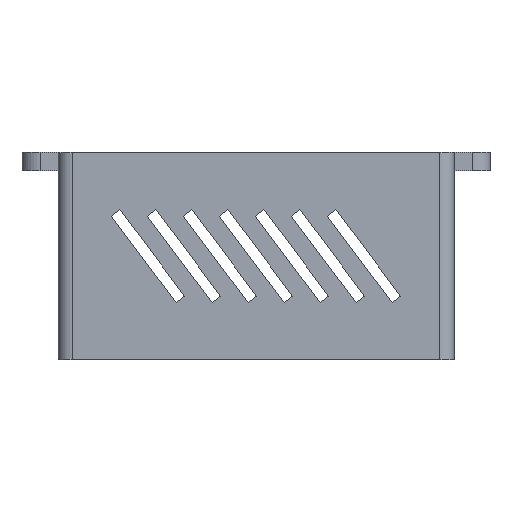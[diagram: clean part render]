
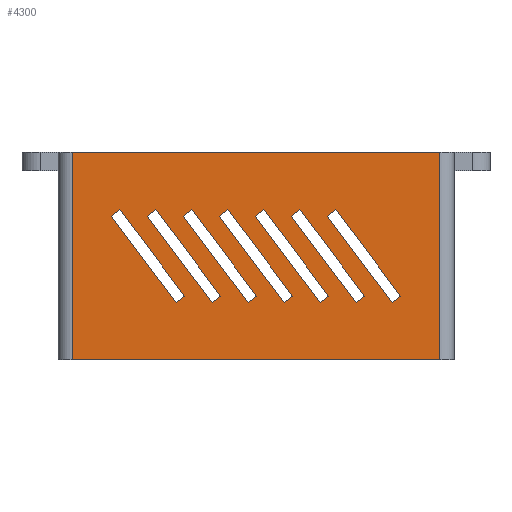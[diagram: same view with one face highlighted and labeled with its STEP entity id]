
A CAD part, left-side view. The second image highlights one B-rep face of the part: STEP entity #4300.
In plain terms, the highlighted planar face has unit normal (-1, 0, 0).
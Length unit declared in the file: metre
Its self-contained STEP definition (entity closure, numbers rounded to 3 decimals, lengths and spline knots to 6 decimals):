
#305=ORIENTED_EDGE('',*,*,#1599,.F.);
#306=ORIENTED_EDGE('',*,*,#1600,.F.);
#307=ORIENTED_EDGE('',*,*,#1601,.F.);
#308=ORIENTED_EDGE('',*,*,#1602,.F.);
#309=ORIENTED_EDGE('',*,*,#1603,.F.);
#310=ORIENTED_EDGE('',*,*,#1604,.F.);
#311=ORIENTED_EDGE('',*,*,#1605,.F.);
#312=ORIENTED_EDGE('',*,*,#1606,.F.);
#313=ORIENTED_EDGE('',*,*,#1607,.F.);
#314=ORIENTED_EDGE('',*,*,#1608,.F.);
#315=ORIENTED_EDGE('',*,*,#1609,.F.);
#316=ORIENTED_EDGE('',*,*,#1610,.F.);
#317=ORIENTED_EDGE('',*,*,#1611,.T.);
#318=ORIENTED_EDGE('',*,*,#1612,.T.);
#319=ORIENTED_EDGE('',*,*,#1613,.F.);
#320=ORIENTED_EDGE('',*,*,#1614,.T.);
#321=ORIENTED_EDGE('',*,*,#1615,.F.);
#322=ORIENTED_EDGE('',*,*,#1616,.F.);
#323=ORIENTED_EDGE('',*,*,#1617,.F.);
#324=ORIENTED_EDGE('',*,*,#1618,.F.);
#325=ORIENTED_EDGE('',*,*,#1619,.F.);
#326=ORIENTED_EDGE('',*,*,#1620,.F.);
#327=ORIENTED_EDGE('',*,*,#1621,.F.);
#328=ORIENTED_EDGE('',*,*,#1622,.F.);
#329=ORIENTED_EDGE('',*,*,#1623,.F.);
#330=ORIENTED_EDGE('',*,*,#1624,.F.);
#331=ORIENTED_EDGE('',*,*,#1625,.F.);
#332=ORIENTED_EDGE('',*,*,#1626,.F.);
#333=ORIENTED_EDGE('',*,*,#1627,.F.);
#334=ORIENTED_EDGE('',*,*,#1628,.F.);
#335=ORIENTED_EDGE('',*,*,#1629,.F.);
#336=ORIENTED_EDGE('',*,*,#1630,.F.);
#1599=EDGE_CURVE('',#2246,#2247,#2680,.T.);
#1600=EDGE_CURVE('',#2248,#2246,#2681,.T.);
#1601=EDGE_CURVE('',#2249,#2248,#2682,.T.);
#1602=EDGE_CURVE('',#2247,#2249,#2683,.T.);
#1603=EDGE_CURVE('',#2250,#2251,#2684,.T.);
#1604=EDGE_CURVE('',#2252,#2250,#2685,.T.);
#1605=EDGE_CURVE('',#2253,#2252,#2686,.T.);
#1606=EDGE_CURVE('',#2251,#2253,#2687,.T.);
#1607=EDGE_CURVE('',#2254,#2255,#2688,.T.);
#1608=EDGE_CURVE('',#2256,#2254,#2689,.T.);
#1609=EDGE_CURVE('',#2257,#2256,#2690,.T.);
#1610=EDGE_CURVE('',#2255,#2257,#2691,.T.);
#1611=EDGE_CURVE('',#2258,#2259,#2692,.T.);
#1612=EDGE_CURVE('',#2259,#2260,#2693,.F.);
#1613=EDGE_CURVE('',#2261,#2260,#2694,.T.);
#1614=EDGE_CURVE('',#2261,#2258,#2695,.T.);
#1615=EDGE_CURVE('',#2262,#2263,#2696,.T.);
#1616=EDGE_CURVE('',#2264,#2262,#2697,.T.);
#1617=EDGE_CURVE('',#2265,#2264,#2698,.T.);
#1618=EDGE_CURVE('',#2263,#2265,#2699,.T.);
#1619=EDGE_CURVE('',#2266,#2267,#2700,.T.);
#1620=EDGE_CURVE('',#2268,#2266,#2701,.T.);
#1621=EDGE_CURVE('',#2269,#2268,#2702,.T.);
#1622=EDGE_CURVE('',#2267,#2269,#2703,.T.);
#1623=EDGE_CURVE('',#2270,#2271,#2704,.T.);
#1624=EDGE_CURVE('',#2272,#2270,#2705,.T.);
#1625=EDGE_CURVE('',#2273,#2272,#2706,.T.);
#1626=EDGE_CURVE('',#2271,#2273,#2707,.T.);
#1627=EDGE_CURVE('',#2274,#2275,#2708,.T.);
#1628=EDGE_CURVE('',#2276,#2274,#2709,.T.);
#1629=EDGE_CURVE('',#2277,#2276,#2710,.T.);
#1630=EDGE_CURVE('',#2275,#2277,#2711,.T.);
#2246=VERTEX_POINT('',#5558);
#2247=VERTEX_POINT('',#5559);
#2248=VERTEX_POINT('',#5561);
#2249=VERTEX_POINT('',#5563);
#2250=VERTEX_POINT('',#5566);
#2251=VERTEX_POINT('',#5567);
#2252=VERTEX_POINT('',#5569);
#2253=VERTEX_POINT('',#5571);
#2254=VERTEX_POINT('',#5574);
#2255=VERTEX_POINT('',#5575);
#2256=VERTEX_POINT('',#5577);
#2257=VERTEX_POINT('',#5579);
#2258=VERTEX_POINT('',#5582);
#2259=VERTEX_POINT('',#5583);
#2260=VERTEX_POINT('',#5585);
#2261=VERTEX_POINT('',#5587);
#2262=VERTEX_POINT('',#5590);
#2263=VERTEX_POINT('',#5591);
#2264=VERTEX_POINT('',#5593);
#2265=VERTEX_POINT('',#5595);
#2266=VERTEX_POINT('',#5598);
#2267=VERTEX_POINT('',#5599);
#2268=VERTEX_POINT('',#5601);
#2269=VERTEX_POINT('',#5603);
#2270=VERTEX_POINT('',#5606);
#2271=VERTEX_POINT('',#5607);
#2272=VERTEX_POINT('',#5609);
#2273=VERTEX_POINT('',#5611);
#2274=VERTEX_POINT('',#5614);
#2275=VERTEX_POINT('',#5615);
#2276=VERTEX_POINT('',#5617);
#2277=VERTEX_POINT('',#5619);
#2680=LINE('',#5557,#3137);
#2681=LINE('',#5560,#3138);
#2682=LINE('',#5562,#3139);
#2683=LINE('',#5564,#3140);
#2684=LINE('',#5565,#3141);
#2685=LINE('',#5568,#3142);
#2686=LINE('',#5570,#3143);
#2687=LINE('',#5572,#3144);
#2688=LINE('',#5573,#3145);
#2689=LINE('',#5576,#3146);
#2690=LINE('',#5578,#3147);
#2691=LINE('',#5580,#3148);
#2692=LINE('',#5581,#3149);
#2693=LINE('',#5584,#3150);
#2694=LINE('',#5586,#3151);
#2695=LINE('',#5588,#3152);
#2696=LINE('',#5589,#3153);
#2697=LINE('',#5592,#3154);
#2698=LINE('',#5594,#3155);
#2699=LINE('',#5596,#3156);
#2700=LINE('',#5597,#3157);
#2701=LINE('',#5600,#3158);
#2702=LINE('',#5602,#3159);
#2703=LINE('',#5604,#3160);
#2704=LINE('',#5605,#3161);
#2705=LINE('',#5608,#3162);
#2706=LINE('',#5610,#3163);
#2707=LINE('',#5612,#3164);
#2708=LINE('',#5613,#3165);
#2709=LINE('',#5616,#3166);
#2710=LINE('',#5618,#3167);
#2711=LINE('',#5620,#3168);
#3137=VECTOR('',#4732,1.);
#3138=VECTOR('',#4733,1.);
#3139=VECTOR('',#4734,1.);
#3140=VECTOR('',#4735,1.);
#3141=VECTOR('',#4736,1.);
#3142=VECTOR('',#4737,1.);
#3143=VECTOR('',#4738,1.);
#3144=VECTOR('',#4739,1.);
#3145=VECTOR('',#4740,1.);
#3146=VECTOR('',#4741,1.);
#3147=VECTOR('',#4742,1.);
#3148=VECTOR('',#4743,1.);
#3149=VECTOR('',#4744,1.);
#3150=VECTOR('',#4745,1.);
#3151=VECTOR('',#4746,1.);
#3152=VECTOR('',#4747,1.);
#3153=VECTOR('',#4748,1.);
#3154=VECTOR('',#4749,1.);
#3155=VECTOR('',#4750,1.);
#3156=VECTOR('',#4751,1.);
#3157=VECTOR('',#4752,1.);
#3158=VECTOR('',#4753,1.);
#3159=VECTOR('',#4754,1.);
#3160=VECTOR('',#4755,1.);
#3161=VECTOR('',#4756,1.);
#3162=VECTOR('',#4757,1.);
#3163=VECTOR('',#4758,1.);
#3164=VECTOR('',#4759,1.);
#3165=VECTOR('',#4760,1.);
#3166=VECTOR('',#4761,1.);
#3167=VECTOR('',#4762,1.);
#3168=VECTOR('',#4763,1.);
#3594=EDGE_LOOP('',(#305,#306,#307,#308));
#3595=EDGE_LOOP('',(#309,#310,#311,#312));
#3596=EDGE_LOOP('',(#313,#314,#315,#316));
#3597=EDGE_LOOP('',(#317,#318,#319,#320));
#3598=EDGE_LOOP('',(#321,#322,#323,#324));
#3599=EDGE_LOOP('',(#325,#326,#327,#328));
#3600=EDGE_LOOP('',(#329,#330,#331,#332));
#3601=EDGE_LOOP('',(#333,#334,#335,#336));
#3879=FACE_BOUND('',#3594,.T.);
#3880=FACE_BOUND('',#3595,.T.);
#3881=FACE_BOUND('',#3596,.T.);
#3882=FACE_BOUND('',#3597,.T.);
#3883=FACE_BOUND('',#3598,.T.);
#3884=FACE_BOUND('',#3599,.T.);
#3885=FACE_BOUND('',#3600,.T.);
#3886=FACE_BOUND('',#3601,.T.);
#4164=PLANE('',#4544);
#4300=ADVANCED_FACE('',(#3879,#3880,#3881,#3882,#3883,#3884,#3885,#3886),
#4164,.F.);
#4544=AXIS2_PLACEMENT_3D('',#5556,#4730,#4731);
#4730=DIRECTION('',(1.,0.,0.));
#4731=DIRECTION('',(0.,0.,-1.));
#4732=DIRECTION('',(0.,-0.6,-0.8));
#4733=DIRECTION('',(0.,0.8,-0.6));
#4734=DIRECTION('',(0.,0.6,0.8));
#4735=DIRECTION('',(0.,-0.8,0.6));
#4736=DIRECTION('',(0.,-0.6,-0.8));
#4737=DIRECTION('',(0.,0.8,-0.6));
#4738=DIRECTION('',(0.,0.6,0.8));
#4739=DIRECTION('',(0.,-0.8,0.6));
#4740=DIRECTION('',(0.,-0.6,-0.8));
#4741=DIRECTION('',(0.,0.8,-0.6));
#4742=DIRECTION('',(0.,0.6,0.8));
#4743=DIRECTION('',(0.,-0.8,0.6));
#4744=DIRECTION('',(0.,1.,0.));
#4745=DIRECTION('',(0.,0.,1.));
#4746=DIRECTION('',(0.,1.,0.));
#4747=DIRECTION('',(0.,0.,1.));
#4748=DIRECTION('',(0.,0.6,0.8));
#4749=DIRECTION('',(0.,-0.8,0.6));
#4750=DIRECTION('',(0.,-0.6,-0.8));
#4751=DIRECTION('',(0.,0.8,-0.6));
#4752=DIRECTION('',(0.,-0.6,-0.8));
#4753=DIRECTION('',(0.,0.8,-0.6));
#4754=DIRECTION('',(0.,0.6,0.8));
#4755=DIRECTION('',(0.,-0.8,0.6));
#4756=DIRECTION('',(0.,-0.6,-0.8));
#4757=DIRECTION('',(0.,0.8,-0.6));
#4758=DIRECTION('',(0.,0.6,0.8));
#4759=DIRECTION('',(0.,-0.8,0.6));
#4760=DIRECTION('',(0.,-0.6,-0.8));
#4761=DIRECTION('',(0.,0.8,-0.6));
#4762=DIRECTION('',(0.,0.6,0.8));
#4763=DIRECTION('',(0.,-0.8,0.6));
#5556=CARTESIAN_POINT('',(-0.06,0.,-0.0775));
#5557=CARTESIAN_POINT('',(-0.06,-0.006176,-0.072868));
#5558=CARTESIAN_POINT('',(-0.06,0.0202,-0.0377));
#5559=CARTESIAN_POINT('',(-0.06,0.0022,-0.0617));
#5560=CARTESIAN_POINT('',(-0.06,0.026376,-0.042332));
#5561=CARTESIAN_POINT('',(-0.06,0.0178,-0.0359));
#5562=CARTESIAN_POINT('',(-0.06,-0.008576,-0.071068));
#5563=CARTESIAN_POINT('',(-0.06,-0.0002,-0.0599));
#5564=CARTESIAN_POINT('',(-0.06,0.008376,-0.066332));
#5565=CARTESIAN_POINT('',(-0.06,-0.018976,-0.063268));
#5566=CARTESIAN_POINT('',(-0.06,0.0002,-0.0377));
#5567=CARTESIAN_POINT('',(-0.06,-0.0178,-0.0617));
#5568=CARTESIAN_POINT('',(-0.06,0.019176,-0.051932));
#5569=CARTESIAN_POINT('',(-0.06,-0.0022,-0.0359));
#5570=CARTESIAN_POINT('',(-0.06,-0.021376,-0.061468));
#5571=CARTESIAN_POINT('',(-0.06,-0.0202,-0.0599));
#5572=CARTESIAN_POINT('',(-0.06,0.001176,-0.075932));
#5573=CARTESIAN_POINT('',(-0.06,0.000224,-0.077668));
#5574=CARTESIAN_POINT('',(-0.06,0.0302,-0.0377));
#5575=CARTESIAN_POINT('',(-0.06,0.0122,-0.0617));
#5576=CARTESIAN_POINT('',(-0.06,0.029976,-0.037532));
#5577=CARTESIAN_POINT('',(-0.06,0.0278,-0.0359));
#5578=CARTESIAN_POINT('',(-0.06,-0.002176,-0.075868));
#5579=CARTESIAN_POINT('',(-0.06,0.0098,-0.0599));
#5580=CARTESIAN_POINT('',(-0.06,0.011976,-0.061532));
#5581=CARTESIAN_POINT('',(-0.06,0.,-0.02));
#5582=CARTESIAN_POINT('',(-0.06,-0.051,-0.02));
#5583=CARTESIAN_POINT('',(-0.06,0.051,-0.02));
#5584=CARTESIAN_POINT('',(-0.06,0.051,-0.0775));
#5585=CARTESIAN_POINT('',(-0.06,0.051,-0.0775));
#5586=CARTESIAN_POINT('',(-0.06,0.,-0.0775));
#5587=CARTESIAN_POINT('',(-0.06,-0.051,-0.0775));
#5588=CARTESIAN_POINT('',(-0.06,-0.051,-0.02));
#5589=CARTESIAN_POINT('',(-0.06,-0.034176,-0.051868));
#5590=CARTESIAN_POINT('',(-0.06,-0.0402,-0.0599));
#5591=CARTESIAN_POINT('',(-0.06,-0.0222,-0.0359));
#5592=CARTESIAN_POINT('',(-0.06,-0.006024,-0.085532));
#5593=CARTESIAN_POINT('',(-0.06,-0.0378,-0.0617));
#5594=CARTESIAN_POINT('',(-0.06,-0.031776,-0.053668));
#5595=CARTESIAN_POINT('',(-0.06,-0.0198,-0.0377));
#5596=CARTESIAN_POINT('',(-0.06,0.011976,-0.061532));
#5597=CARTESIAN_POINT('',(-0.06,0.006624,-0.082468));
#5598=CARTESIAN_POINT('',(-0.06,0.0402,-0.0377));
#5599=CARTESIAN_POINT('',(-0.06,0.0222,-0.0617));
#5600=CARTESIAN_POINT('',(-0.06,0.033576,-0.032732));
#5601=CARTESIAN_POINT('',(-0.06,0.0378,-0.0359));
#5602=CARTESIAN_POINT('',(-0.06,0.004224,-0.080668));
#5603=CARTESIAN_POINT('',(-0.06,0.0198,-0.0599));
#5604=CARTESIAN_POINT('',(-0.06,0.015576,-0.056732));
#5605=CARTESIAN_POINT('',(-0.06,-0.025376,-0.058468));
#5606=CARTESIAN_POINT('',(-0.06,-0.0098,-0.0377));
#5607=CARTESIAN_POINT('',(-0.06,-0.0278,-0.0617));
#5608=CARTESIAN_POINT('',(-0.06,0.015576,-0.056732));
#5609=CARTESIAN_POINT('',(-0.06,-0.0122,-0.0359));
#5610=CARTESIAN_POINT('',(-0.06,-0.027776,-0.056668));
#5611=CARTESIAN_POINT('',(-0.06,-0.0302,-0.0599));
#5612=CARTESIAN_POINT('',(-0.06,-0.002424,-0.080732));
#5613=CARTESIAN_POINT('',(-0.06,-0.012576,-0.068068));
#5614=CARTESIAN_POINT('',(-0.06,0.0102,-0.0377));
#5615=CARTESIAN_POINT('',(-0.06,-0.0078,-0.0617));
#5616=CARTESIAN_POINT('',(-0.06,0.022776,-0.047132));
#5617=CARTESIAN_POINT('',(-0.06,0.0078,-0.0359));
#5618=CARTESIAN_POINT('',(-0.06,-0.014976,-0.066268));
#5619=CARTESIAN_POINT('',(-0.06,-0.0102,-0.0599));
#5620=CARTESIAN_POINT('',(-0.06,0.004776,-0.071132));
